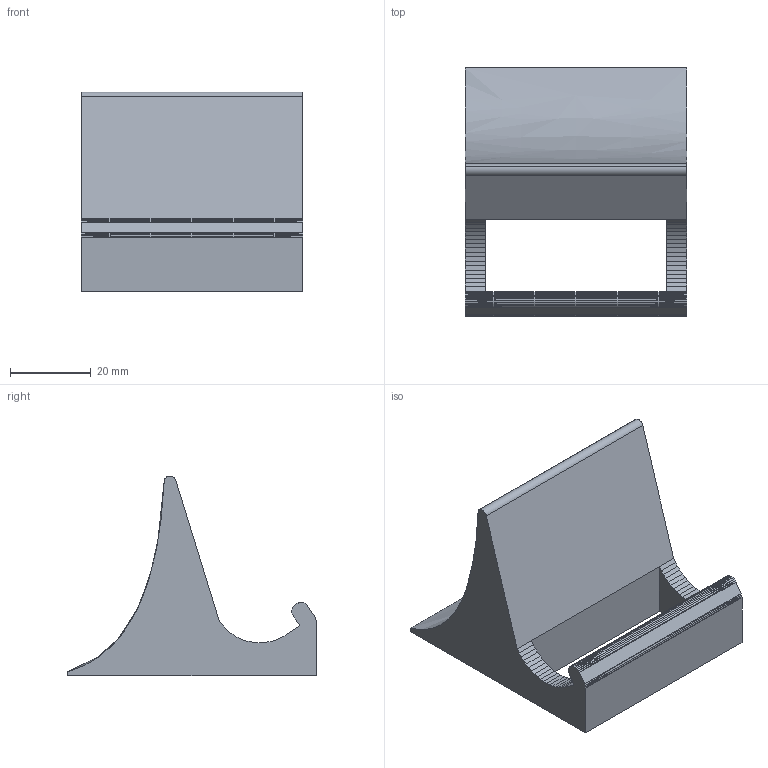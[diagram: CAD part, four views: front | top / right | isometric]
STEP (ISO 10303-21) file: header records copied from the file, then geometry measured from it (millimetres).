
FILE_DESCRIPTION(('STEP AP203'), '1');
FILE_NAME('kabarga_stand', '', ('UNSPECIFIED'), ('UNSPECIFIED'), 'C3D Converter', 'C3D Toolkit', '');
FILE_SCHEMA(('CONFIG_CONTROL_DESIGN'));
Length unit declared in the file: millimetre
Bounding box: 55 x 61.66 x 49.69 mm (x, y, z)
Volume: 48699.4 mm3; surface area: 13302.4 mm2
Topology: 1 solids, 1 shells, 135 faces, 353 edges, 219 vertices
Faces by surface type: plane 132, cylinder 2, extrusion 1
Entity records: 4090 total; most frequent: CARTESIAN_POINT 738, ORIENTED_EDGE 706, DIRECTION 626, EDGE_CURVE 353, VECTOR 348, LINE 347, VERTEX_POINT 243, AXIS2_PLACEMENT_3D 139
